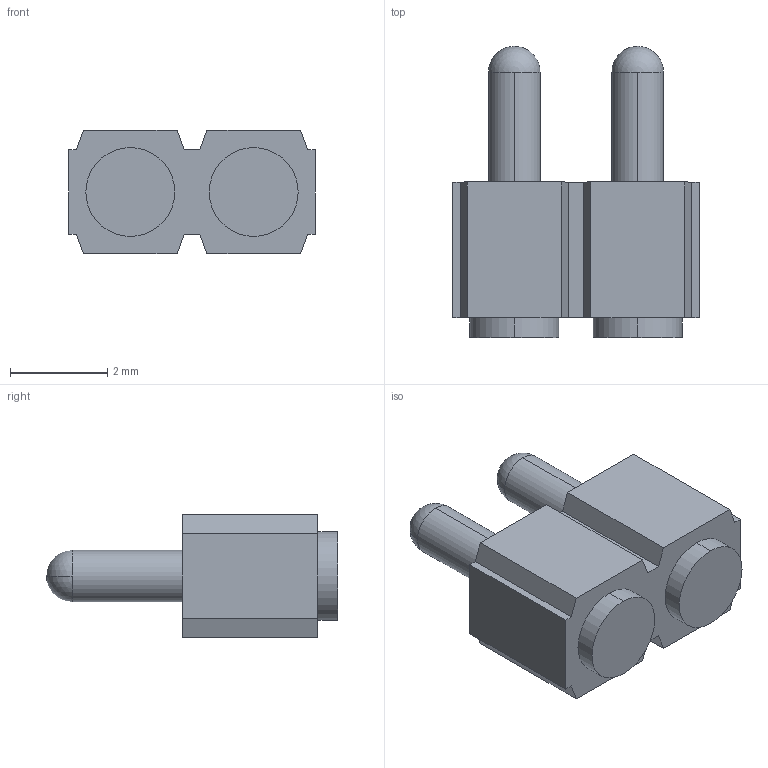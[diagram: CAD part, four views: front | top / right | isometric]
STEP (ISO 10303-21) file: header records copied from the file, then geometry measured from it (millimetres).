
FILE_DESCRIPTION (( 'STEP AP214' ), '1' );
FILE_NAME ('mill-max-811-22-002-30-004101.STEP', '2022-10-07T11:44:58', ( '' ), ( '' ), 'SwSTEP 2.0', 'SolidWorks 2022', '' );
FILE_SCHEMA (( 'AUTOMOTIVE_DESIGN' ));
Length unit declared in the file: inch
Products named in the file (3): 0900_default; mill-max-811-22-002-30-004101; P3XX-18-010-00-090000_P302-18-010-00-090000
Assembly tree (3 placements, depth 2):
  mill-max-811-22-002-30-004101
    P3XX-18-010-00-090000_P302-18-010-00-090000
    0900_default  x2
Bounding box: 5.08 x 5.99 x 2.54 mm (x, y, z)
Volume: 38.7 mm3; surface area: 145.9 mm2
Topology: 3 solids, 3 shells, 62 faces, 148 edges, 94 vertices
Faces by surface type: plane 30, cylinder 20, cone 8, sphere 4
Entity records: 1440 total; most frequent: DIRECTION 240, CARTESIAN_POINT 229, ORIENTED_EDGE 216, EDGE_CURVE 108, AXIS2_PLACEMENT_3D 82, VECTOR 76, LINE 76, VERTEX_POINT 71
